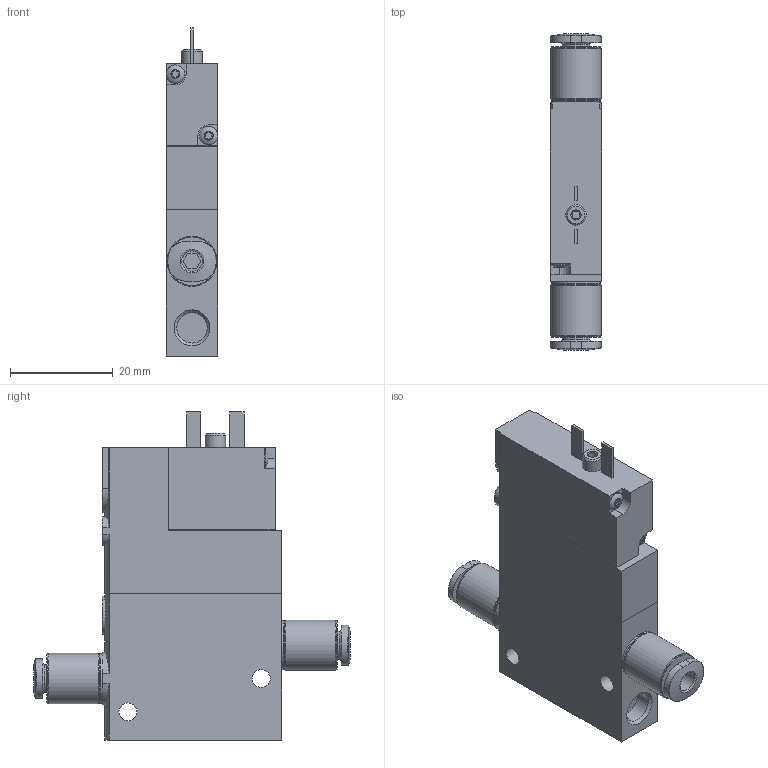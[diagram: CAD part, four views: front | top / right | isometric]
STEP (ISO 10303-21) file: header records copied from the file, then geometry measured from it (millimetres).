
FILE_DESCRIPTION(/* description */ ('STEP AP214'),/* implementation_level */ '2;1');
FILE_NAME(/* name */ '196852_CPE10-M1BH-3OL-QS-4',/* time_stamp */ '2024-08-06T15:26:28+02:00',/* author */ ('License CC BY-ND 4.0'),/* organization */ ('CADENAS'),/* preprocessor_version */ 'ST-DEVELOPER v19.3',/* originating_system */ 'PARTsolutions',/* authorisation */ ' ');
FILE_SCHEMA (('AUTOMOTIVE_DESIGN {1 0 10303 214 3 1 1}'));
Length unit declared in the file: millimetre
Products named in the file (4): 196852 CPE10-M1BH-3OL-QS-4; CPE10-...-3/2; 153319 QSM-M7-4-I; CPE10-KMYZ9_M1BH
Assembly tree (4 placements, depth 2):
  196852 CPE10-M1BH-3OL-QS-4
    CPE10-...-3/2
    153319 QSM-M7-4-I  x2
    CPE10-KMYZ9_M1BH
Bounding box: 10.1 x 61.8 x 64 mm (x, y, z)
Volume: 20709.1 mm3; surface area: 9256.9 mm2
Topology: 4 solids, 4 shells, 186 faces, 436 edges, 279 vertices
Faces by surface type: plane 81, cylinder 65, cone 30, torus 10
Full cylindrical faces by diameter (mm): 1.567 x1, 2 x1, 2.459 x2, 3.5 x2, 3.6 x2, 4 x3, 4.55 x1, 5.4 x2, 5.917 x3, 7 x2, 9.6 x6, 9.8 x2
Entity records: 4575 total; most frequent: CARTESIAN_POINT 892, DIRECTION 693, ORIENTED_EDGE 638, EDGE_CURVE 319, AXIS2_PLACEMENT_3D 267, VERTEX_POINT 225, EDGE_LOOP 212, FACE_BOUND 212
